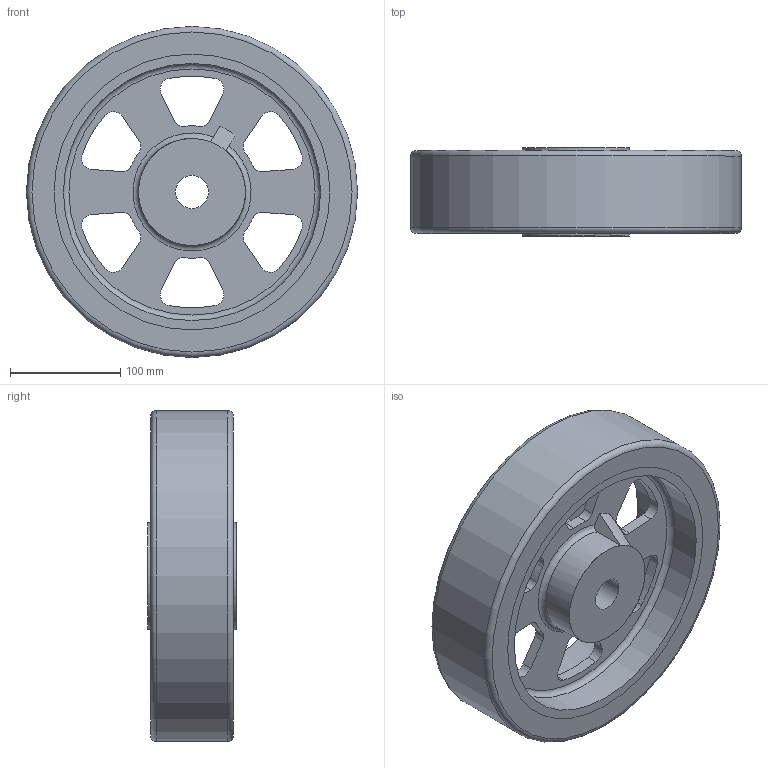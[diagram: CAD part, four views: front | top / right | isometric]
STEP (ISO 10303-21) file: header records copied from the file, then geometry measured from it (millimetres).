
FILE_DESCRIPTION(/* description */ (''),/* implementation_level */ '2;1');
FILE_NAME(/* name */ 'VULW300-75-80-PBM30.step',/* time_stamp */ '2025-06-13T09:28:29+01:00',/* author */ (''),/* organization */ (''),/* preprocessor_version */ 'ST-DEVELOPER v20.1',/* originating_system */ 'Autodesk Translation Framework v14.10.0.0',/* authorisation */ '');
FILE_SCHEMA (('AUTOMOTIVE_DESIGN { 1 0 10303 214 3 1 1 }'));
Length unit declared in the file: millimetre
Products named in the file (3): VULW300-75-80-PBM30; TYRE; RIM
Assembly tree (2 placements, depth 2):
  VULW300-75-80-PBM30
    TYRE
    RIM
Bounding box: 300 x 80 x 300 mm (x, y, z)
Volume: 2957072 mm3; surface area: 390155.8 mm2
Topology: 2 solids, 2 shells, 142 faces, 372 edges, 237 vertices
Faces by surface type: cylinder 74, plane 45, torus 16, sphere 6, cone 1
Full cylindrical faces by diameter (mm): 30 x1, 97 x1, 233 x2, 250 x2, 300 x1
Entity records: 4825 total; most frequent: CARTESIAN_POINT 1106, DIRECTION 808, ORIENTED_EDGE 744, EDGE_CURVE 372, AXIS2_PLACEMENT_3D 317, VERTEX_POINT 237, LINE 174, VECTOR 174
